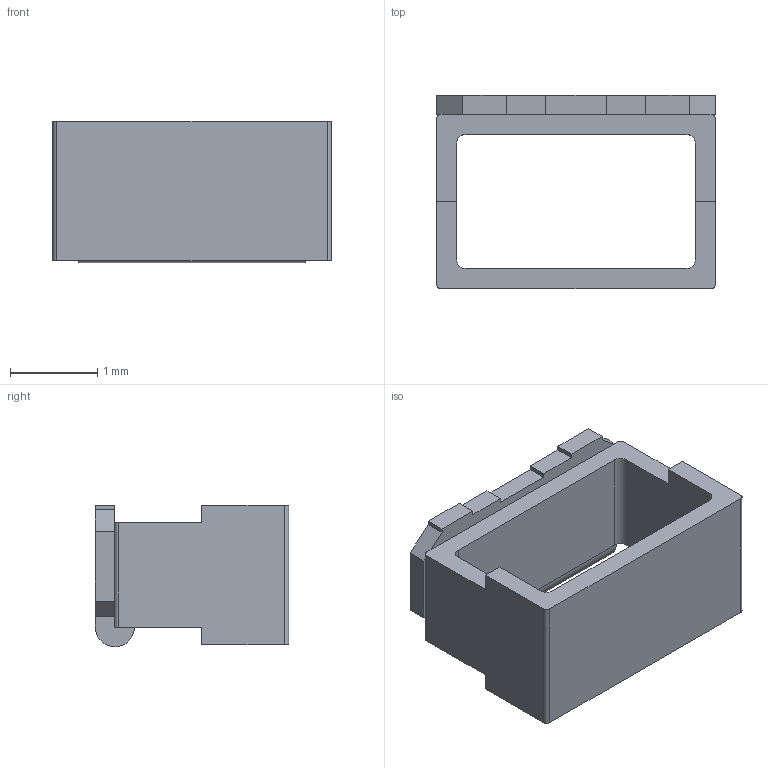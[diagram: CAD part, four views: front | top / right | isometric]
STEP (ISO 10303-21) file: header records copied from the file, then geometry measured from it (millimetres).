
FILE_DESCRIPTION((''),'2;1');
FILE_NAME('C-1625854-4','2015-03-19T',('workeradm'),('Tyco Electronics Ltd.'),'PRO/ENGINEER BY PARAMETRIC TECHNOLOGY CORPORATION, 2014090','PRO/ENGINEER BY PARAMETRIC TECHNOLOGY CORPORATION, 2014090','');
FILE_SCHEMA(('AUTOMOTIVE_DESIGN { 1 0 10303 214 1 1 1 1 }'));
Length unit declared in the file: millimetre
Products named in the file (1): C-1625854-4
Bounding box: 3.2 x 2.22 x 1.62 mm (x, y, z)
Volume: 4.2 mm3; surface area: 34.5 mm2
Topology: 1 solids, 1 shells, 52 faces, 148 edges, 96 vertices
Faces by surface type: plane 43, cylinder 9
Entity records: 1846 total; most frequent: CARTESIAN_POINT 298, ORIENTED_EDGE 296, DIRECTION 270, EDGE_CURVE 148, VECTOR 130, LINE 130, COLOUR_RGB 126, VERTEX_POINT 96
